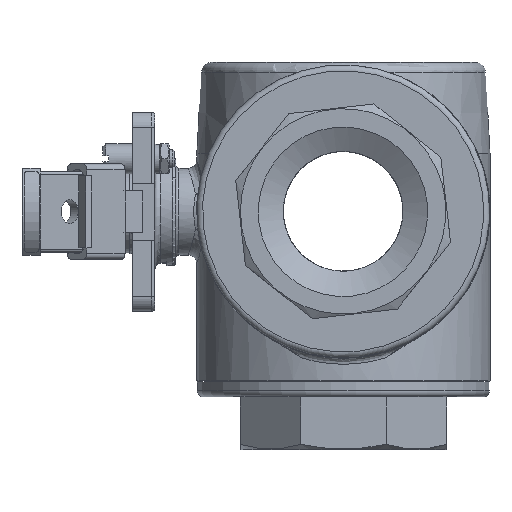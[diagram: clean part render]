
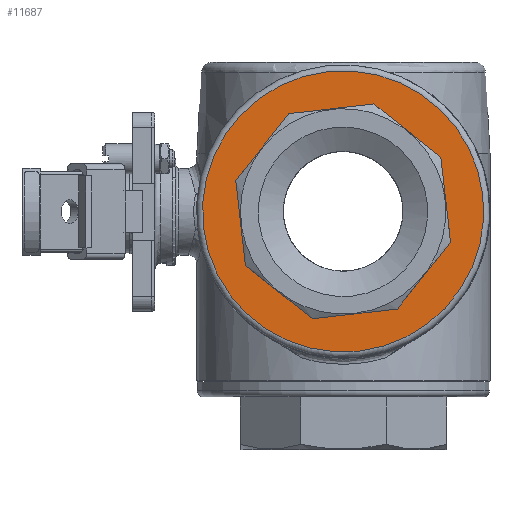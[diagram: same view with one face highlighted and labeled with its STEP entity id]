
A CAD part, left-side view. The second image highlights one B-rep face of the part: STEP entity #11687.
In plain terms, the highlighted face is planar.
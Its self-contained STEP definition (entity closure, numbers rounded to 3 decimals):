
#977=LINE('',#29741,#1895);
#979=LINE('',#29751,#1897);
#981=LINE('',#29763,#1899);
#983=LINE('',#29773,#1901);
#985=LINE('',#29783,#1903);
#987=LINE('',#29793,#1905);
#989=LINE('',#29805,#1907);
#991=LINE('',#29814,#1909);
#1895=VECTOR('',#14476,1000.);
#1897=VECTOR('',#14480,1000.);
#1899=VECTOR('',#14484,1000.);
#1901=VECTOR('',#14488,1000.);
#1903=VECTOR('',#14492,1000.);
#1905=VECTOR('',#14496,1000.);
#1907=VECTOR('',#14500,1000.);
#1909=VECTOR('',#14504,1000.);
#4826=ORIENTED_EDGE('',*,*,#7161,.F.);
#4827=ORIENTED_EDGE('',*,*,#7158,.F.);
#4828=ORIENTED_EDGE('',*,*,#7155,.F.);
#4829=ORIENTED_EDGE('',*,*,#7152,.F.);
#4830=ORIENTED_EDGE('',*,*,#7149,.F.);
#4831=ORIENTED_EDGE('',*,*,#7146,.F.);
#4832=ORIENTED_EDGE('',*,*,#7143,.F.);
#4833=ORIENTED_EDGE('',*,*,#7164,.F.);
#4834=ORIENTED_EDGE('',*,*,#7165,.T.);
#7143=EDGE_CURVE('',#8500,#8501,#977,.T.);
#7146=EDGE_CURVE('',#8501,#8503,#979,.T.);
#7149=EDGE_CURVE('',#8503,#8505,#981,.T.);
#7152=EDGE_CURVE('',#8505,#8507,#983,.T.);
#7155=EDGE_CURVE('',#8507,#8509,#985,.T.);
#7158=EDGE_CURVE('',#8509,#8511,#987,.T.);
#7161=EDGE_CURVE('',#8511,#8513,#989,.T.);
#7164=EDGE_CURVE('',#8513,#8500,#991,.T.);
#7165=EDGE_CURVE('',#8514,#8514,#9101,.T.);
#8500=VERTEX_POINT('',#29740);
#8501=VERTEX_POINT('',#29742);
#8503=VERTEX_POINT('',#29752);
#8505=VERTEX_POINT('',#29764);
#8507=VERTEX_POINT('',#29774);
#8509=VERTEX_POINT('',#29784);
#8511=VERTEX_POINT('',#29794);
#8513=VERTEX_POINT('',#29806);
#8514=VERTEX_POINT('',#29817);
#9101=CIRCLE('',#12584,47.);
#9785=EDGE_LOOP('',(#4826,#4827,#4828,#4829,#4830,#4831,#4832,#4833));
#9786=EDGE_LOOP('',(#4834));
#10613=FACE_BOUND('',#9785,.T.);
#10614=FACE_BOUND('',#9786,.T.);
#11119=PLANE('',#12583);
#11687=ADVANCED_FACE('',(#10613,#10614),#11119,.T.);
#12583=AXIS2_PLACEMENT_3D('',#29815,#14505,#14506);
#12584=AXIS2_PLACEMENT_3D('',#29816,#14507,#14508);
#14476=DIRECTION('',(-1.,0.,0.));
#14480=DIRECTION('',(-0.707,-0.707,0.));
#14484=DIRECTION('',(0.,-1.,0.));
#14488=DIRECTION('',(0.707,-0.707,0.));
#14492=DIRECTION('',(1.,0.,0.));
#14496=DIRECTION('',(0.707,0.707,0.));
#14500=DIRECTION('',(0.,1.,0.));
#14504=DIRECTION('',(-0.707,0.707,0.));
#14505=DIRECTION('',(0.,0.,1.));
#14506=DIRECTION('',(1.,0.,0.));
#14507=DIRECTION('',(0.,0.,1.));
#14508=DIRECTION('',(1.,0.,0.));
#29740=CARTESIAN_POINT('',(14.29,34.5,30.4));
#29741=CARTESIAN_POINT('',(14.29,34.5,30.4));
#29742=CARTESIAN_POINT('',(-14.29,34.5,30.4));
#29751=CARTESIAN_POINT('',(-14.29,34.5,30.4));
#29752=CARTESIAN_POINT('',(-34.5,14.29,30.4));
#29763=CARTESIAN_POINT('',(-34.5,14.29,30.4));
#29764=CARTESIAN_POINT('',(-34.5,-14.29,30.4));
#29773=CARTESIAN_POINT('',(-34.5,-14.29,30.4));
#29774=CARTESIAN_POINT('',(-14.29,-34.5,30.4));
#29783=CARTESIAN_POINT('',(-14.29,-34.5,30.4));
#29784=CARTESIAN_POINT('',(14.29,-34.5,30.4));
#29793=CARTESIAN_POINT('',(14.29,-34.5,30.4));
#29794=CARTESIAN_POINT('',(34.5,-14.29,30.4));
#29805=CARTESIAN_POINT('',(34.5,-14.29,30.4));
#29806=CARTESIAN_POINT('',(34.5,14.29,30.4));
#29814=CARTESIAN_POINT('',(34.5,14.29,30.4));
#29815=CARTESIAN_POINT('',(0.,0.,30.4));
#29816=CARTESIAN_POINT('',(0.,0.,30.4));
#29817=CARTESIAN_POINT('',(47.,0.,30.4));
